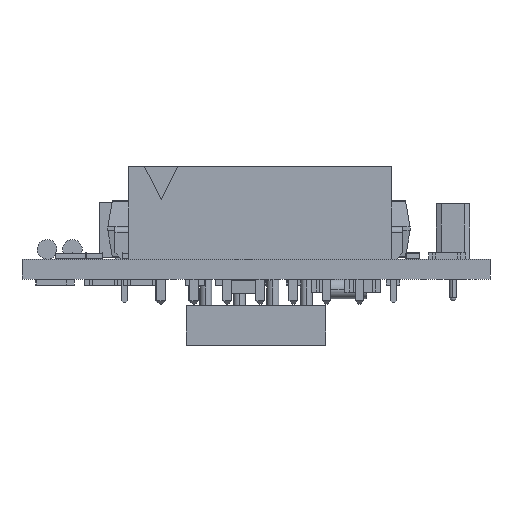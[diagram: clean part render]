
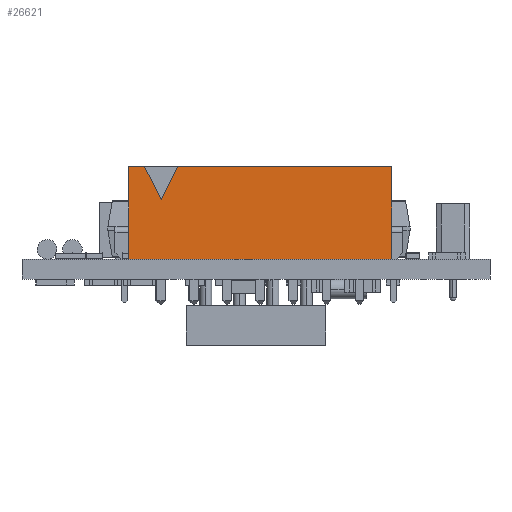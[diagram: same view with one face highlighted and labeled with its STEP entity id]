
A CAD part, front view. The second image highlights one B-rep face of the part: STEP entity #26621.
In plain terms, the highlighted planar face has unit normal (0, -1, 0).
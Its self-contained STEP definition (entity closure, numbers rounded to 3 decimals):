
#26585 = EDGE_CURVE('',#26586,#26588,#26590,.T.);
#26586 = VERTEX_POINT('',#26587);
#26587 = CARTESIAN_POINT('',(-2.45,-2.875,0.));
#26588 = VERTEX_POINT('',#26589);
#26589 = CARTESIAN_POINT('',(-2.45,-2.875,7.));
#26590 = LINE('',#26591,#26592);
#26591 = CARTESIAN_POINT('',(-2.45,-2.875,0.));
#26592 = VECTOR('',#26593,1.);
#26593 = DIRECTION('',(0.,0.,1.));
#26621 = ADVANCED_FACE('',(#26622),#26671,.F.);
#26622 = FACE_BOUND('',#26623,.F.);
#26623 = EDGE_LOOP('',(#26624,#26634,#26640,#26641,#26649,#26657,#26665)
  );
#26624 = ORIENTED_EDGE('',*,*,#26625,.F.);
#26625 = EDGE_CURVE('',#26626,#26628,#26630,.T.);
#26626 = VERTEX_POINT('',#26627);
#26627 = CARTESIAN_POINT('',(17.45,-2.875,0.));
#26628 = VERTEX_POINT('',#26629);
#26629 = CARTESIAN_POINT('',(17.45,-2.875,7.));
#26630 = LINE('',#26631,#26632);
#26631 = CARTESIAN_POINT('',(17.45,-2.875,0.));
#26632 = VECTOR('',#26633,1.);
#26633 = DIRECTION('',(0.,0.,1.));
#26634 = ORIENTED_EDGE('',*,*,#26635,.F.);
#26635 = EDGE_CURVE('',#26586,#26626,#26636,.T.);
#26636 = LINE('',#26637,#26638);
#26637 = CARTESIAN_POINT('',(-2.45,-2.875,0.));
#26638 = VECTOR('',#26639,1.);
#26639 = DIRECTION('',(1.,0.,0.));
#26640 = ORIENTED_EDGE('',*,*,#26585,.T.);
#26641 = ORIENTED_EDGE('',*,*,#26642,.T.);
#26642 = EDGE_CURVE('',#26588,#26643,#26645,.T.);
#26643 = VERTEX_POINT('',#26644);
#26644 = CARTESIAN_POINT('',(-1.25,-2.875,7.));
#26645 = LINE('',#26646,#26647);
#26646 = CARTESIAN_POINT('',(-2.45,-2.875,7.));
#26647 = VECTOR('',#26648,1.);
#26648 = DIRECTION('',(1.,0.,0.));
#26649 = ORIENTED_EDGE('',*,*,#26650,.T.);
#26650 = EDGE_CURVE('',#26643,#26651,#26653,.T.);
#26651 = VERTEX_POINT('',#26652);
#26652 = CARTESIAN_POINT('',(0.,-2.875,4.5));
#26653 = LINE('',#26654,#26655);
#26654 = CARTESIAN_POINT('',(-1.25,-2.875,7.));
#26655 = VECTOR('',#26656,1.);
#26656 = DIRECTION('',(0.447,0.,-0.894));
#26657 = ORIENTED_EDGE('',*,*,#26658,.F.);
#26658 = EDGE_CURVE('',#26659,#26651,#26661,.T.);
#26659 = VERTEX_POINT('',#26660);
#26660 = CARTESIAN_POINT('',(1.25,-2.875,7.));
#26661 = LINE('',#26662,#26663);
#26662 = CARTESIAN_POINT('',(1.25,-2.875,7.));
#26663 = VECTOR('',#26664,1.);
#26664 = DIRECTION('',(-0.447,0.,-0.894)
  );
#26665 = ORIENTED_EDGE('',*,*,#26666,.T.);
#26666 = EDGE_CURVE('',#26659,#26628,#26667,.T.);
#26667 = LINE('',#26668,#26669);
#26668 = CARTESIAN_POINT('',(-2.45,-2.875,7.));
#26669 = VECTOR('',#26670,1.);
#26670 = DIRECTION('',(1.,0.,0.));
#26671 = PLANE('',#26672);
#26672 = AXIS2_PLACEMENT_3D('',#26673,#26674,#26675);
#26673 = CARTESIAN_POINT('',(-2.45,-2.875,0.));
#26674 = DIRECTION('',(0.,1.,0.));
#26675 = DIRECTION('',(0.,0.,1.));
